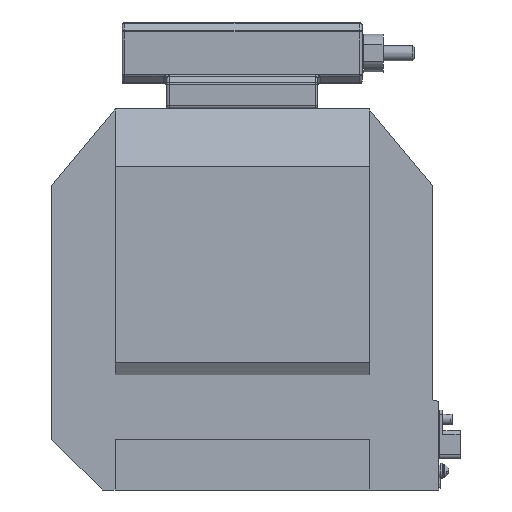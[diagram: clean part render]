
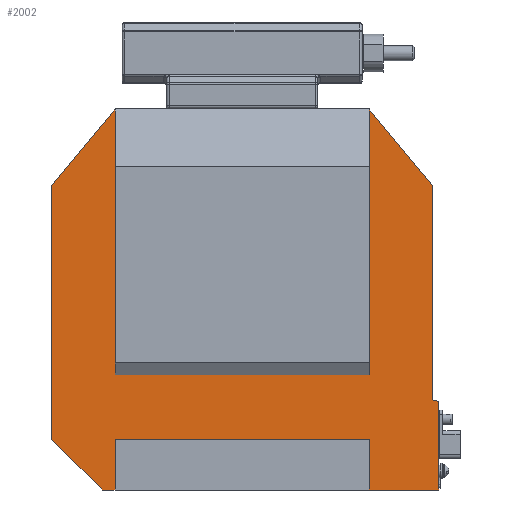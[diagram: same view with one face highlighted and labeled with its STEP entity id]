
A CAD part, front view. The second image highlights one B-rep face of the part: STEP entity #2002.
In plain terms, the highlighted planar face has unit normal (0, -1, 0).
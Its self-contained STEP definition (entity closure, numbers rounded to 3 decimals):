
#2002=ADVANCED_FACE('',(#12822),#12824,.T.);
#12822=FACE_BOUND('',#12823,.T.);
#12823=EDGE_LOOP('',(#27783,#27784,#27785,#27786,#27787,#27788,#27789,#27790,#27791,
#27792,#27793,#27794,#27795,#27796,#27797));
#12824=PLANE('',#12825);
#12825=AXIS2_PLACEMENT_3D('',#12826,#12827,#12828);
#12826=CARTESIAN_POINT('',(150.,-70.,150.));
#12827=DIRECTION('',(0.,-1.,0.));
#12828=DIRECTION('',(-1.,0.,0.));
#27783=ORIENTED_EDGE('',*,*,#33642,.T.);
#27784=ORIENTED_EDGE('',*,*,#33643,.T.);
#27785=ORIENTED_EDGE('',*,*,#33644,.F.);
#27786=ORIENTED_EDGE('',*,*,#33645,.F.);
#27787=ORIENTED_EDGE('',*,*,#33646,.T.);
#27788=ORIENTED_EDGE('',*,*,#33647,.T.);
#27789=ORIENTED_EDGE('',*,*,#33648,.T.);
#27790=ORIENTED_EDGE('',*,*,#33649,.F.);
#27791=ORIENTED_EDGE('',*,*,#33650,.F.);
#27792=ORIENTED_EDGE('',*,*,#33651,.T.);
#27793=ORIENTED_EDGE('',*,*,#33652,.T.);
#27794=ORIENTED_EDGE('',*,*,#33653,.F.);
#27795=ORIENTED_EDGE('',*,*,#33654,.T.);
#27796=ORIENTED_EDGE('',*,*,#33625,.T.);
#27797=ORIENTED_EDGE('',*,*,#33612,.F.);
#33612=EDGE_CURVE('',#36285,#36281,#36287,.T.);
#33625=EDGE_CURVE('',#36308,#36281,#36309,.T.);
#33642=EDGE_CURVE('',#36285,#36338,#36340,.F.);
#33643=EDGE_CURVE('',#36338,#36341,#36342,.T.);
#33644=EDGE_CURVE('',#36343,#36341,#36344,.T.);
#33645=EDGE_CURVE('',#36345,#36343,#36346,.T.);
#33646=EDGE_CURVE('',#36345,#36347,#36348,.F.);
#33647=EDGE_CURVE('',#36347,#36349,#36350,.T.);
#33648=EDGE_CURVE('',#36349,#36351,#36352,.F.);
#33649=EDGE_CURVE('',#36353,#36351,#36354,.T.);
#33650=EDGE_CURVE('',#36355,#36353,#36356,.T.);
#33651=EDGE_CURVE('',#36355,#36357,#36358,.T.);
#33652=EDGE_CURVE('',#36357,#36359,#36360,.T.);
#33653=EDGE_CURVE('',#36361,#36359,#36362,.T.);
#33654=EDGE_CURVE('',#36361,#36308,#36363,.T.);
#36281=VERTEX_POINT('',#40745);
#36285=VERTEX_POINT('',#40753);
#36287=LINE('',#40757,#40758);
#36308=VERTEX_POINT('',#40804);
#36309=LINE('',#40805,#40806);
#36338=VERTEX_POINT('',#40866);
#36340=LINE('',#40870,#40871);
#36341=VERTEX_POINT('',#40873);
#36342=LINE('',#40874,#40875);
#36343=VERTEX_POINT('',#40877);
#36344=LINE('',#40878,#40879);
#36345=VERTEX_POINT('',#40881);
#36346=LINE('',#40882,#40883);
#36347=VERTEX_POINT('',#40885);
#36348=LINE('',#40886,#40887);
#36349=VERTEX_POINT('',#40889);
#36350=LINE('',#40890,#40891);
#36351=VERTEX_POINT('',#40893);
#36352=LINE('',#40894,#40895);
#36353=VERTEX_POINT('',#40897);
#36354=LINE('',#40898,#40899);
#36355=VERTEX_POINT('',#40901);
#36356=LINE('',#40902,#40903);
#36357=VERTEX_POINT('',#40905);
#36358=LINE('',#40906,#40907);
#36359=VERTEX_POINT('',#40909);
#36360=LINE('',#40910,#40911);
#36361=VERTEX_POINT('',#40913);
#36362=LINE('',#40914,#40915);
#36363=LINE('',#40917,#40918);
#40745=CARTESIAN_POINT('',(150.,-70.,-79.));
#40753=CARTESIAN_POINT('',(150.,-70.,90.));
#40757=CARTESIAN_POINT('',(150.,-70.,90.));
#40758=VECTOR('',#40759,1.);
#40759=DIRECTION('',(0.,0.,-1.));
#40804=CARTESIAN_POINT('',(155.,-70.,-80.34));
#40805=CARTESIAN_POINT('',(155.,-70.,-80.34));
#40806=VECTOR('',#40807,1.);
#40807=DIRECTION('',(-0.966,0.,0.259));
#40866=CARTESIAN_POINT('',(100.,-70.,150.));
#40870=CARTESIAN_POINT('',(100.,-70.,150.));
#40871=VECTOR('',#40872,1.);
#40872=DIRECTION('',(0.64,0.,-0.768));
#40873=CARTESIAN_POINT('',(100.,-70.,-59.378));
#40874=CARTESIAN_POINT('',(100.,-70.,150.));
#40875=VECTOR('',#40876,1.);
#40876=DIRECTION('',(0.,0.,-1.));
#40877=CARTESIAN_POINT('',(-100.,-70.,-59.378));
#40878=CARTESIAN_POINT('',(-100.,-70.,-59.378));
#40879=VECTOR('',#40880,1.);
#40880=DIRECTION('',(1.,0.,0.));
#40881=CARTESIAN_POINT('',(-100.,-70.,150.));
#40882=CARTESIAN_POINT('',(-100.,-70.,150.));
#40883=VECTOR('',#40884,1.);
#40884=DIRECTION('',(0.,0.,-1.));
#40885=CARTESIAN_POINT('',(-150.,-70.,90.));
#40886=CARTESIAN_POINT('',(-150.,-70.,90.));
#40887=VECTOR('',#40888,1.);
#40888=DIRECTION('',(0.64,0.,0.768));
#40889=CARTESIAN_POINT('',(-150.,-70.,-110.));
#40890=CARTESIAN_POINT('',(-150.,-70.,90.));
#40891=VECTOR('',#40892,1.);
#40892=DIRECTION('',(0.,0.,-1.));
#40893=CARTESIAN_POINT('',(-110.,-70.,-150.));
#40894=CARTESIAN_POINT('',(-110.,-70.,-150.));
#40895=VECTOR('',#40896,1.);
#40896=DIRECTION('',(-0.707,0.,0.707));
#40897=CARTESIAN_POINT('',(-100.,-70.,-150.));
#40898=CARTESIAN_POINT('',(-100.,-70.,-150.));
#40899=VECTOR('',#40900,1.);
#40900=DIRECTION('',(-1.,0.,0.));
#40901=CARTESIAN_POINT('',(-100.,-70.,-110.));
#40902=CARTESIAN_POINT('',(-100.,-70.,-110.));
#40903=VECTOR('',#40904,1.);
#40904=DIRECTION('',(0.,0.,-1.));
#40905=CARTESIAN_POINT('',(100.,-70.,-110.));
#40906=CARTESIAN_POINT('',(-100.,-70.,-110.));
#40907=VECTOR('',#40908,1.);
#40908=DIRECTION('',(1.,0.,0.));
#40909=CARTESIAN_POINT('',(100.,-70.,-150.));
#40910=CARTESIAN_POINT('',(100.,-70.,-110.));
#40911=VECTOR('',#40912,1.);
#40912=DIRECTION('',(0.,0.,-1.));
#40913=CARTESIAN_POINT('',(155.,-70.,-150.));
#40914=CARTESIAN_POINT('',(155.,-70.,-150.));
#40915=VECTOR('',#40916,1.);
#40916=DIRECTION('',(-1.,0.,0.));
#40917=CARTESIAN_POINT('',(155.,-70.,-150.));
#40918=VECTOR('',#40919,1.);
#40919=DIRECTION('',(0.,0.,1.));
